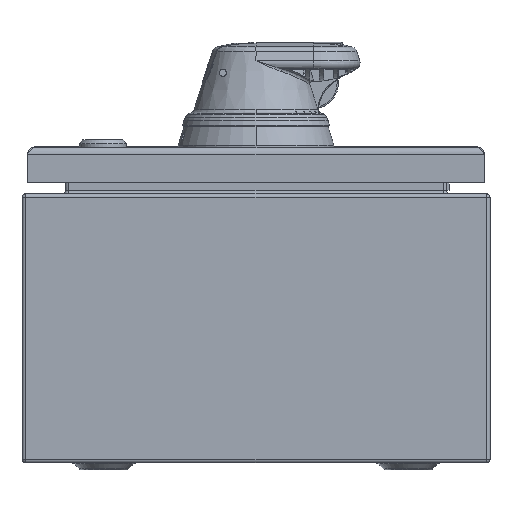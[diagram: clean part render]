
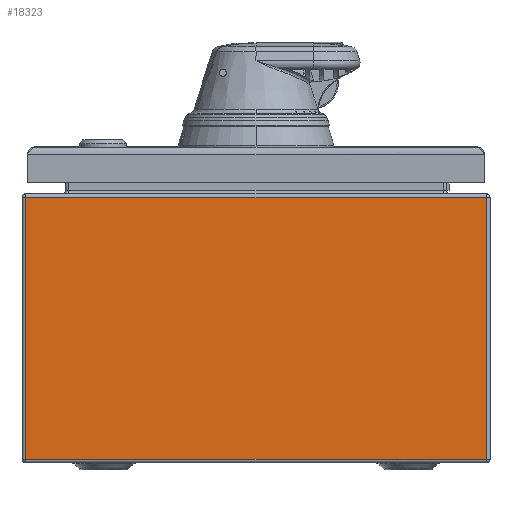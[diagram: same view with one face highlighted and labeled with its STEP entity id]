
A CAD part, front view. The second image highlights one B-rep face of the part: STEP entity #18323.
In plain terms, the highlighted planar face has unit normal (0, -1, 0).
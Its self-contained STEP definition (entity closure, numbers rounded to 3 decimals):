
#259=DIRECTION('',(-1.,0.,0.));
#260=VECTOR('',#259,197.);
#261=CARTESIAN_POINT('',(98.5,-150.,108.5));
#262=LINE('',#261,#260);
#349=DIRECTION('',(0.,0.,-1.));
#350=VECTOR('',#349,112.);
#351=CARTESIAN_POINT('',(-98.5,-150.,108.5));
#352=LINE('',#351,#350);
#353=DIRECTION('',(0.,0.,1.));
#354=VECTOR('',#353,112.);
#355=CARTESIAN_POINT('',(98.5,-150.,-3.5));
#356=LINE('',#355,#354);
#495=DIRECTION('',(1.,0.,0.));
#496=VECTOR('',#495,197.);
#497=CARTESIAN_POINT('',(-98.5,-150.,-3.5));
#498=LINE('',#497,#496);
#15343=CARTESIAN_POINT('',(-98.5,-150.,108.5));
#15345=VERTEX_POINT('',#15343);
#15350=CARTESIAN_POINT('',(98.5,-150.,108.5));
#15351=VERTEX_POINT('',#15350);
#15390=CARTESIAN_POINT('',(-98.5,-150.,-3.5));
#15391=VERTEX_POINT('',#15390);
#15392=CARTESIAN_POINT('',(98.5,-150.,-3.5));
#15393=VERTEX_POINT('',#15392);
#18310=CARTESIAN_POINT('',(0.,-150.,52.5));
#18311=DIRECTION('',(0.,1.,0.));
#18312=DIRECTION('',(1.,0.,0.));
#18313=AXIS2_PLACEMENT_3D('',#18310,#18311,#18312);
#18314=PLANE('',#18313);
#18315=ORIENTED_EDGE('',*,*,#18069,.F.);
#18317=ORIENTED_EDGE('',*,*,#18316,.F.);
#18319=ORIENTED_EDGE('',*,*,#18318,.F.);
#18320=ORIENTED_EDGE('',*,*,#18296,.F.);
#18321=EDGE_LOOP('',(#18315,#18317,#18319,#18320));
#18322=FACE_OUTER_BOUND('',#18321,.F.);
#18069=EDGE_CURVE('',#15351,#15345,#262,.T.);
#18296=EDGE_CURVE('',#15345,#15391,#352,.T.);
#18316=EDGE_CURVE('',#15393,#15351,#356,.T.);
#18318=EDGE_CURVE('',#15391,#15393,#498,.T.);
#18323=ADVANCED_FACE('',(#18322),#18314,.F.);
